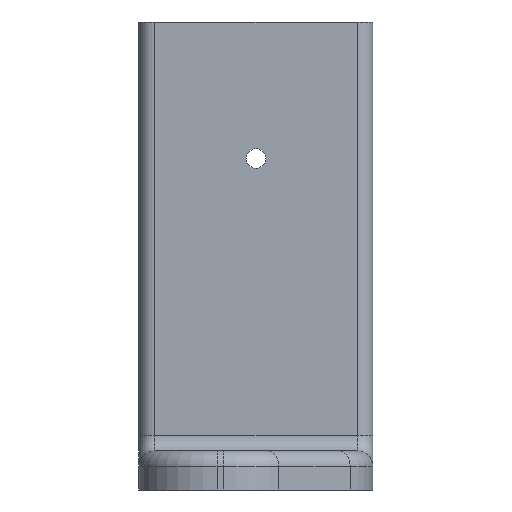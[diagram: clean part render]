
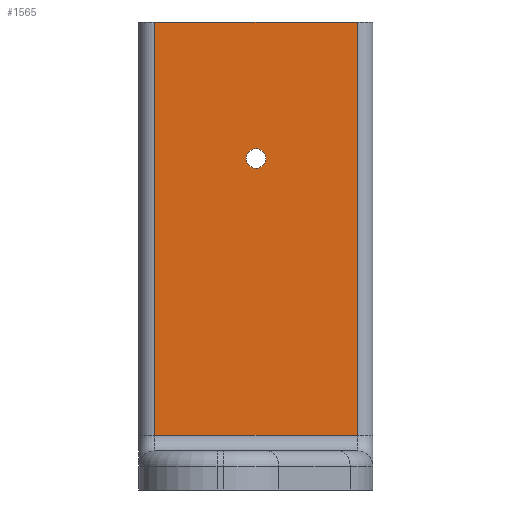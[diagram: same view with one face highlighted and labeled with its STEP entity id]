
A CAD part, front view. The second image highlights one B-rep face of the part: STEP entity #1565.
In plain terms, the highlighted planar face has unit normal (0, -1, 0).
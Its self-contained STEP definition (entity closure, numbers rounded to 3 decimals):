
#27=FACE_BOUND('',#500,.T.);
#50=PLANE('',#1771);
#122=LINE('',#2850,#226);
#123=LINE('',#2860,#227);
#124=LINE('',#2862,#228);
#138=LINE('',#2916,#242);
#226=VECTOR('',#2130,10.);
#227=VECTOR('',#2143,10.);
#228=VECTOR('',#2146,10.);
#242=VECTOR('',#2210,10.);
#396=FACE_OUTER_BOUND('',#499,.T.);
#499=EDGE_LOOP('',(#1336,#1337,#1338,#1339));
#500=EDGE_LOOP('',(#1340));
#646=CIRCLE('',#1772,1.25);
#761=VERTEX_POINT('',#2837);
#765=VERTEX_POINT('',#2846);
#767=VERTEX_POINT('',#2852);
#769=VERTEX_POINT('',#2858);
#785=VERTEX_POINT('',#2917);
#954=EDGE_CURVE('',#761,#765,#122,.T.);
#959=EDGE_CURVE('',#769,#767,#123,.T.);
#960=EDGE_CURVE('',#767,#761,#124,.T.);
#989=EDGE_CURVE('',#765,#769,#138,.T.);
#990=EDGE_CURVE('',#785,#785,#646,.T.);
#1336=ORIENTED_EDGE('',*,*,#954,.F.);
#1337=ORIENTED_EDGE('',*,*,#960,.F.);
#1338=ORIENTED_EDGE('',*,*,#959,.F.);
#1339=ORIENTED_EDGE('',*,*,#989,.F.);
#1340=ORIENTED_EDGE('',*,*,#990,.T.);
#1565=ADVANCED_FACE('',(#396,#27),#50,.T.);
#1771=AXIS2_PLACEMENT_3D('',#2915,#2208,#2209);
#1772=AXIS2_PLACEMENT_3D('',#2918,#2211,#2212);
#2130=DIRECTION('',(0.,0.,1.));
#2143=DIRECTION('',(0.,0.,-1.));
#2146=DIRECTION('',(-1.,0.,0.));
#2208=DIRECTION('center_axis',(0.,-1.,0.));
#2209=DIRECTION('ref_axis',(1.,0.,0.));
#2210=DIRECTION('',(1.,0.,0.));
#2211=DIRECTION('center_axis',(0.,1.,0.));
#2212=DIRECTION('ref_axis',(1.,0.,0.));
#2837=CARTESIAN_POINT('',(-13.,-17.,7.));
#2846=CARTESIAN_POINT('',(-13.,-17.,60.));
#2850=CARTESIAN_POINT('',(-13.,-17.,0.));
#2852=CARTESIAN_POINT('',(13.,-17.,7.));
#2858=CARTESIAN_POINT('',(13.,-17.,60.));
#2860=CARTESIAN_POINT('',(13.,-17.,0.));
#2862=CARTESIAN_POINT('',(0.,-17.,7.));
#2915=CARTESIAN_POINT('Origin',(-15.,-17.,0.));
#2916=CARTESIAN_POINT('',(-15.,-17.,60.));
#2917=CARTESIAN_POINT('',(-1.25,-17.,42.5));
#2918=CARTESIAN_POINT('Origin',(0.,-17.,42.5));
